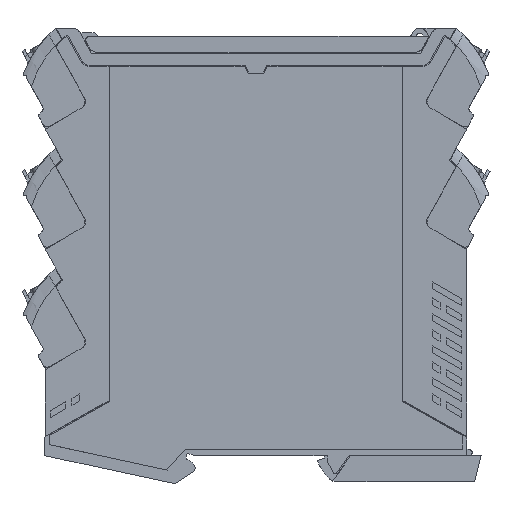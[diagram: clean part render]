
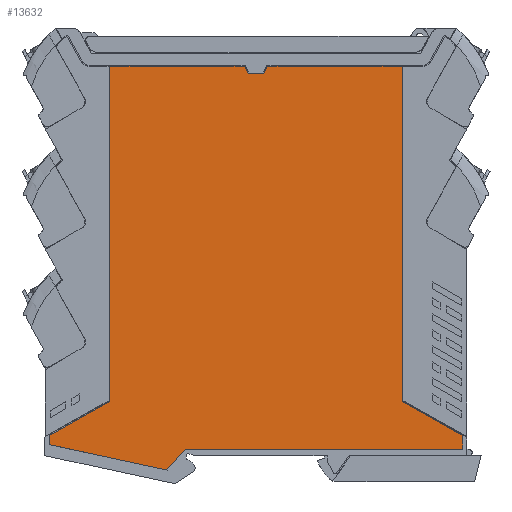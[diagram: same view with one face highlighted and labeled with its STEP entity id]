
A CAD part, left-side view. The second image highlights one B-rep face of the part: STEP entity #13632.
In plain terms, the highlighted planar face has unit normal (-1, 0, 0).
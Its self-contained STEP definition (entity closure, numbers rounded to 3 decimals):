
#13610=AXIS2_PLACEMENT_3D('Plane Axis2P3D',#13607,#13608,#13609) ;
#8498=CARTESIAN_POINT('Vertex',(0.,6.773,12.04)) ;
#8501=CARTESIAN_POINT('Line Origine',(0.,6.773,10.332)) ;
#8505=CARTESIAN_POINT('Vertex',(0.,6.773,8.624)) ;
#8521=CARTESIAN_POINT('Line Origine',(0.,58.64,8.624)) ;
#8525=CARTESIAN_POINT('Vertex',(0.,76.332,8.624)) ;
#8541=CARTESIAN_POINT('Line Origine',(0.,78.847,5.745)) ;
#8545=CARTESIAN_POINT('Vertex',(0.,80.884,3.413)) ;
#8547=CARTESIAN_POINT('Vertex',(0.,76.81,8.077)) ;
#8555=CARTESIAN_POINT('Line Origine',(0.,76.568,8.353)) ;
#8559=CARTESIAN_POINT('Vertex',(0.,76.805,8.082)) ;
#8562=CARTESIAN_POINT('Line Origine',(0.,76.808,8.079)) ;
#8579=CARTESIAN_POINT('Line Origine',(0.,95.661,6.592)) ;
#8583=CARTESIAN_POINT('Vertex',(0.,110.437,9.771)) ;
#8603=CARTESIAN_POINT('Line Origine',(0.,110.437,10.906)) ;
#8607=CARTESIAN_POINT('Vertex',(0.,110.437,12.04)) ;
#8623=CARTESIAN_POINT('Line Origine',(0.,102.821,16.305)) ;
#8627=CARTESIAN_POINT('Vertex',(0.,95.205,20.571)) ;
#8643=CARTESIAN_POINT('Line Origine',(0.,95.205,62.547)) ;
#8647=CARTESIAN_POINT('Vertex',(0.,95.205,104.524)) ;
#8663=CARTESIAN_POINT('Line Origine',(0.,63.186,104.524)) ;
#8667=CARTESIAN_POINT('Vertex',(0.,61.436,104.524)) ;
#8669=CARTESIAN_POINT('Vertex',(0.,64.936,104.524)) ;
#8677=CARTESIAN_POINT('Line Origine',(0.,80.07,104.524)) ;
#8696=CARTESIAN_POINT('Line Origine',(0.,60.993,103.574)) ;
#8700=CARTESIAN_POINT('Vertex',(0.,60.55,102.624)) ;
#8720=CARTESIAN_POINT('Vertex',(0.,56.66,102.624)) ;
#8723=CARTESIAN_POINT('Line Origine',(0.,58.605,102.624)) ;
#8741=CARTESIAN_POINT('Line Origine',(0.,56.217,103.574)) ;
#8745=CARTESIAN_POINT('Vertex',(0.,55.774,104.524)) ;
#8761=CARTESIAN_POINT('Line Origine',(0.,37.14,104.524)) ;
#8765=CARTESIAN_POINT('Vertex',(0.,22.005,104.524)) ;
#8767=CARTESIAN_POINT('Vertex',(0.,52.274,104.524)) ;
#8775=CARTESIAN_POINT('Line Origine',(0.,54.024,104.524)) ;
#8789=CARTESIAN_POINT('Line Origine',(0.,22.005,62.547)) ;
#8793=CARTESIAN_POINT('Vertex',(0.,22.005,20.571)) ;
#8809=CARTESIAN_POINT('Line Origine',(0.,14.389,16.305)) ;
#13607=CARTESIAN_POINT('Axis2P3D Location',(0.,58.605,7.024)) ;
#8502=DIRECTION('Vector Direction',(0.,0.,1.)) ;
#8522=DIRECTION('Vector Direction',(0.,1.,0.)) ;
#8542=DIRECTION('Vector Direction',(0.,-0.658,0.753)) ;
#8556=DIRECTION('Vector Direction',(0.,-0.658,0.753)) ;
#8563=DIRECTION('Vector Direction',(0.,-0.658,0.753)) ;
#8580=DIRECTION('Vector Direction',(0.,-0.978,-0.21)) ;
#8604=DIRECTION('Vector Direction',(0.,0.,-1.)) ;
#8624=DIRECTION('Vector Direction',(0.,0.872,-0.489)) ;
#8644=DIRECTION('Vector Direction',(0.,0.,-1.)) ;
#8664=DIRECTION('Vector Direction',(0.,1.,0.)) ;
#8678=DIRECTION('Vector Direction',(0.,1.,0.)) ;
#8697=DIRECTION('Vector Direction',(0.,0.423,0.906)) ;
#8724=DIRECTION('Vector Direction',(0.,1.,0.)) ;
#8742=DIRECTION('Vector Direction',(0.,-0.423,0.906)) ;
#8762=DIRECTION('Vector Direction',(0.,1.,0.)) ;
#8776=DIRECTION('Vector Direction',(0.,1.,0.)) ;
#8790=DIRECTION('Vector Direction',(0.,0.,1.)) ;
#8810=DIRECTION('Vector Direction',(0.,0.872,0.489)) ;
#13608=DIRECTION('Axis2P3D Direction',(-1.,0.,0.)) ;
#13609=DIRECTION('Axis2P3D XDirection',(0.,1.,0.)) ;
#8503=VECTOR('Line Direction',#8502,1.) ;
#8523=VECTOR('Line Direction',#8522,1.) ;
#8543=VECTOR('Line Direction',#8542,1.) ;
#8557=VECTOR('Line Direction',#8556,1.) ;
#8564=VECTOR('Line Direction',#8563,1.) ;
#8581=VECTOR('Line Direction',#8580,1.) ;
#8605=VECTOR('Line Direction',#8604,1.) ;
#8625=VECTOR('Line Direction',#8624,1.) ;
#8645=VECTOR('Line Direction',#8644,1.) ;
#8665=VECTOR('Line Direction',#8664,1.) ;
#8679=VECTOR('Line Direction',#8678,1.) ;
#8698=VECTOR('Line Direction',#8697,1.) ;
#8725=VECTOR('Line Direction',#8724,1.) ;
#8743=VECTOR('Line Direction',#8742,1.) ;
#8763=VECTOR('Line Direction',#8762,1.) ;
#8777=VECTOR('Line Direction',#8776,1.) ;
#8791=VECTOR('Line Direction',#8790,1.) ;
#8811=VECTOR('Line Direction',#8810,1.) ;
#13613=ORIENTED_EDGE('',*,*,#8727,.T.) ;
#13614=ORIENTED_EDGE('',*,*,#8702,.T.) ;
#13615=ORIENTED_EDGE('',*,*,#8671,.T.) ;
#13616=ORIENTED_EDGE('',*,*,#8681,.T.) ;
#13617=ORIENTED_EDGE('',*,*,#8649,.T.) ;
#13618=ORIENTED_EDGE('',*,*,#8629,.T.) ;
#13619=ORIENTED_EDGE('',*,*,#8609,.T.) ;
#13620=ORIENTED_EDGE('',*,*,#8585,.T.) ;
#13621=ORIENTED_EDGE('',*,*,#8549,.T.) ;
#13622=ORIENTED_EDGE('',*,*,#8566,.T.) ;
#13623=ORIENTED_EDGE('',*,*,#8561,.T.) ;
#13624=ORIENTED_EDGE('',*,*,#8527,.T.) ;
#13625=ORIENTED_EDGE('',*,*,#8507,.T.) ;
#13626=ORIENTED_EDGE('',*,*,#8813,.T.) ;
#13627=ORIENTED_EDGE('',*,*,#8795,.T.) ;
#13628=ORIENTED_EDGE('',*,*,#8769,.T.) ;
#13629=ORIENTED_EDGE('',*,*,#8779,.T.) ;
#13630=ORIENTED_EDGE('',*,*,#8747,.T.) ;
#13632=ADVANCED_FACE('GEHAEUSE',(#13631),#13611,.T.) ;
#8507=EDGE_CURVE('',#8506,#8499,#8504,.T.) ;
#8527=EDGE_CURVE('',#8526,#8506,#8524,.F.) ;
#8549=EDGE_CURVE('',#8546,#8548,#8544,.T.) ;
#8561=EDGE_CURVE('',#8560,#8526,#8558,.T.) ;
#8566=EDGE_CURVE('',#8548,#8560,#8565,.T.) ;
#8585=EDGE_CURVE('',#8584,#8546,#8582,.T.) ;
#8609=EDGE_CURVE('',#8608,#8584,#8606,.T.) ;
#8629=EDGE_CURVE('',#8628,#8608,#8626,.T.) ;
#8649=EDGE_CURVE('',#8648,#8628,#8646,.T.) ;
#8671=EDGE_CURVE('',#8668,#8670,#8666,.T.) ;
#8681=EDGE_CURVE('',#8670,#8648,#8680,.T.) ;
#8702=EDGE_CURVE('',#8701,#8668,#8699,.T.) ;
#8727=EDGE_CURVE('',#8721,#8701,#8726,.T.) ;
#8747=EDGE_CURVE('',#8746,#8721,#8744,.F.) ;
#8769=EDGE_CURVE('',#8766,#8768,#8764,.T.) ;
#8779=EDGE_CURVE('',#8768,#8746,#8778,.T.) ;
#8795=EDGE_CURVE('',#8794,#8766,#8792,.T.) ;
#8813=EDGE_CURVE('',#8499,#8794,#8812,.T.) ;
#13612=EDGE_LOOP('',(#13613,#13614,#13615,#13616,#13617,#13618,#13619,#13620,#13621,#13622,#13623,#13624,#13625,#13626,#13627,#13628,#13629,#13630)) ;
#13631=FACE_OUTER_BOUND('',#13612,.T.) ;
#8504=LINE('Line',#8501,#8503) ;
#8524=LINE('Line',#8521,#8523) ;
#8544=LINE('Line',#8541,#8543) ;
#8558=LINE('Line',#8555,#8557) ;
#8565=LINE('Line',#8562,#8564) ;
#8582=LINE('Line',#8579,#8581) ;
#8606=LINE('Line',#8603,#8605) ;
#8626=LINE('Line',#8623,#8625) ;
#8646=LINE('Line',#8643,#8645) ;
#8666=LINE('Line',#8663,#8665) ;
#8680=LINE('Line',#8677,#8679) ;
#8699=LINE('Line',#8696,#8698) ;
#8726=LINE('Line',#8723,#8725) ;
#8744=LINE('Line',#8741,#8743) ;
#8764=LINE('Line',#8761,#8763) ;
#8778=LINE('Line',#8775,#8777) ;
#8792=LINE('Line',#8789,#8791) ;
#8812=LINE('Line',#8809,#8811) ;
#13611=PLANE('',#13610) ;
#8499=VERTEX_POINT('',#8498) ;
#8506=VERTEX_POINT('',#8505) ;
#8526=VERTEX_POINT('',#8525) ;
#8546=VERTEX_POINT('',#8545) ;
#8548=VERTEX_POINT('',#8547) ;
#8560=VERTEX_POINT('',#8559) ;
#8584=VERTEX_POINT('',#8583) ;
#8608=VERTEX_POINT('',#8607) ;
#8628=VERTEX_POINT('',#8627) ;
#8648=VERTEX_POINT('',#8647) ;
#8668=VERTEX_POINT('',#8667) ;
#8670=VERTEX_POINT('',#8669) ;
#8701=VERTEX_POINT('',#8700) ;
#8721=VERTEX_POINT('',#8720) ;
#8746=VERTEX_POINT('',#8745) ;
#8766=VERTEX_POINT('',#8765) ;
#8768=VERTEX_POINT('',#8767) ;
#8794=VERTEX_POINT('',#8793) ;
